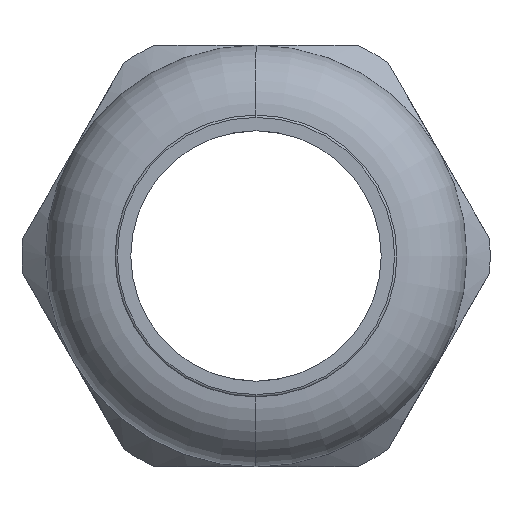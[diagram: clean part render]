
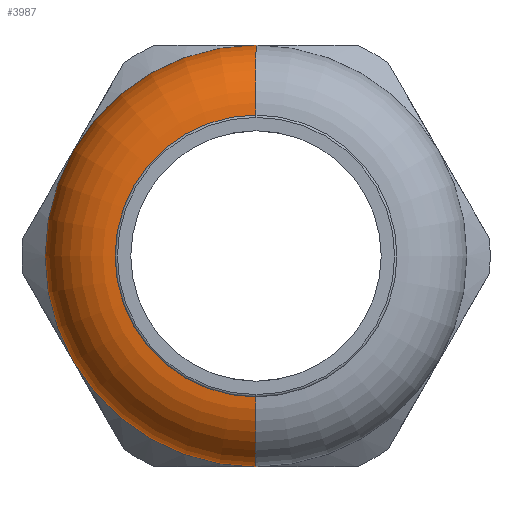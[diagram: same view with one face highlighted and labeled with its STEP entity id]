
A CAD part, left-side view. The second image highlights one B-rep face of the part: STEP entity #3987.
In plain terms, the highlighted toroidal (fillet/blend) face has major radius 13.843 mm and minor radius 7.112 mm.
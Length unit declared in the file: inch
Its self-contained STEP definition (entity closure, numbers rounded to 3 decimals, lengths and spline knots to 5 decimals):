
#437 = DIRECTION ( 'NONE',  ( 0., 0., -1. ) ) ;
#438 = DIRECTION ( 'NONE',  ( 0., -1., 0. ) ) ;
#439 = CARTESIAN_POINT ( 'NONE',  ( -1.56007, 0., 0.545 ) ) ;
#440 = AXIS2_PLACEMENT_3D ( 'NONE', #439, #438, #437 ) ;
#445 = CIRCLE ( 'NONE', #440, 0.28 ) ;
#3374 = DIRECTION ( 'NONE',  ( 0., 0., 1. ) ) ;
#3375 = DIRECTION ( 'NONE',  ( -1., 0., 0. ) ) ;
#3376 = AXIS2_PLACEMENT_3D ( 'NONE', #3378, #3375, #3374 ) ;
#3377 = TOROIDAL_SURFACE ( 'NONE', #3376, 0.545, 0.28 ) ;
#3378 = CARTESIAN_POINT ( 'NONE',  ( -1.56007, 0., 0. ) ) ;
#3379 = FACE_OUTER_BOUND ( 'NONE', #3993, .T. ) ;
#3381 = DIRECTION ( 'NONE',  ( 0., 0., 1. ) ) ;
#3382 = DIRECTION ( 'NONE',  ( 1., 0., 0. ) ) ;
#3383 = CARTESIAN_POINT ( 'NONE',  ( -1.56007, 0., 0. ) ) ;
#3384 = AXIS2_PLACEMENT_3D ( 'NONE', #3383, #3382, #3381 ) ;
#3385 = CIRCLE ( 'NONE', #3384, 0.825 ) ;
#3386 = CARTESIAN_POINT ( 'NONE',  ( -1.56007, 0., -0.825 ) ) ;
#3388 = CARTESIAN_POINT ( 'NONE',  ( -1.56007, 0., 0.825 ) ) ;
#3389 = DIRECTION ( 'NONE',  ( 0., 0., 1. ) ) ;
#3390 = DIRECTION ( 'NONE',  ( 0., 1., 0. ) ) ;
#3391 = CARTESIAN_POINT ( 'NONE',  ( -1.56007, 0., -0.545 ) ) ;
#3392 = AXIS2_PLACEMENT_3D ( 'NONE', #3391, #3390, #3389 ) ;
#3393 = CIRCLE ( 'NONE', #3392, 0.28 ) ;
#3400 = CARTESIAN_POINT ( 'NONE',  ( -1.84, 0., 0.55125 ) ) ;
#3408 = CARTESIAN_POINT ( 'NONE',  ( -1.84, 0., -0.55125 ) ) ;
#3409 = DIRECTION ( 'NONE',  ( 0., 0., -1. ) ) ;
#3410 = DIRECTION ( 'NONE',  ( 1., 0., 0. ) ) ;
#3411 = CARTESIAN_POINT ( 'NONE',  ( -1.84, 0., 0. ) ) ;
#3412 = AXIS2_PLACEMENT_3D ( 'NONE', #3411, #3410, #3409 ) ;
#3413 = CIRCLE ( 'NONE', #3412, 0.55125 ) ;
#3984 = VERTEX_POINT ( 'NONE', #3386 ) ;
#3985 = EDGE_CURVE ( 'NONE', #3984, #4011, #3385, .T. ) ;
#3987 = ADVANCED_FACE ( 'NONE', ( #3379 ), #3377, .T. ) ;
#3993 = EDGE_LOOP ( 'NONE', ( #3996, #4012, #4008, #4502 ) ) ;
#3996 = ORIENTED_EDGE ( 'NONE', *, *, #3985, .F. ) ;
#4000 = EDGE_CURVE ( 'NONE', #4001, #4007, #3413, .T. ) ;
#4001 = VERTEX_POINT ( 'NONE', #3408 ) ;
#4007 = VERTEX_POINT ( 'NONE', #3400 ) ;
#4008 = ORIENTED_EDGE ( 'NONE', *, *, #4000, .T. ) ;
#4010 = EDGE_CURVE ( 'NONE', #3984, #4001, #3393, .T. ) ;
#4011 = VERTEX_POINT ( 'NONE', #3388 ) ;
#4012 = ORIENTED_EDGE ( 'NONE', *, *, #4010, .T. ) ;
#4462 = EDGE_CURVE ( 'NONE', #4011, #4007, #445, .T. ) ;
#4502 = ORIENTED_EDGE ( 'NONE', *, *, #4462, .F. ) ;
